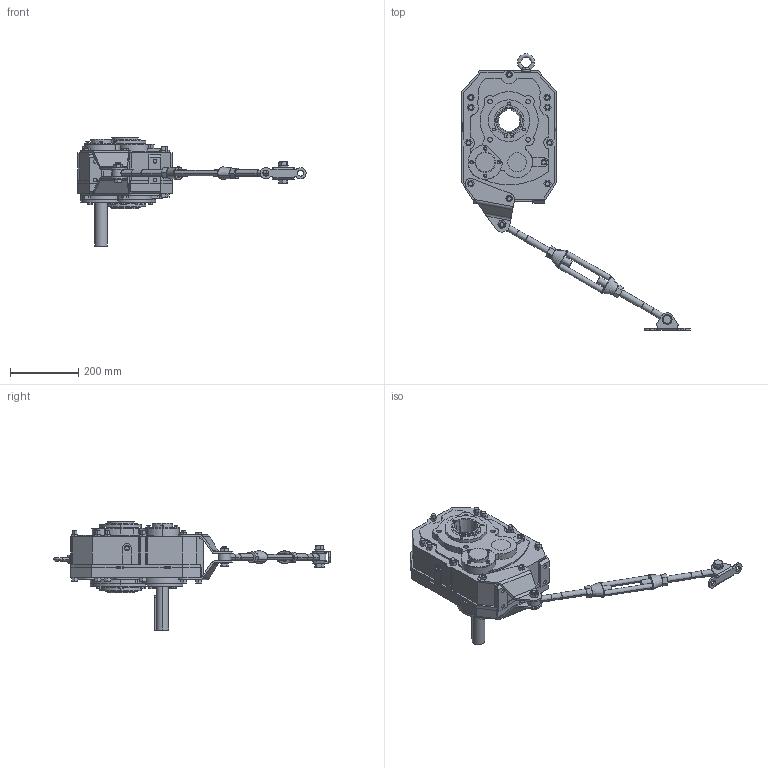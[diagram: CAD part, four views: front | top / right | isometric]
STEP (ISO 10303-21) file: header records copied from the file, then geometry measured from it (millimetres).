
FILE_DESCRIPTION (( 'STEP AP214' ), '1' );
FILE_NAME ('SMR4-15.step', '2016-12-05T17:12:43', ( '' ), ( '' ), 'SwSTEP 2.0', 'SolidWorks 2016', '' );
FILE_SCHEMA (( 'AUTOMOTIVE_DESIGN' ));
Length unit declared in the file: inch
Products named in the file (8): SMR4-TA; SMR4-TA_5; SMR4-TA_4; SMR4-TA_3; SMR4-TA_2; SMR4-TA_1; SMR4-15_REDUCER; SMR4-15
Assembly tree (7 placements, depth 3):
  SMR4-15
    SMR4-15_REDUCER
    SMR4-TA
      SMR4-TA_1
      SMR4-TA_2
      SMR4-TA_3
      SMR4-TA_4
      SMR4-TA_5
Bounding box: 669.03 x 809.52 x 318.55 mm (x, y, z)
Volume: 13978174.2 mm3; surface area: 1234856.4 mm2
Topology: 74 solids, 74 shells, 1270 faces, 3132 edges, 2054 vertices
Faces by surface type: plane 715, cylinder 430, cone 84, bspline 32, torus 9
Entity records: 49033 total; most frequent: CARTESIAN_POINT 12800, DIRECTION 6436, ORIENTED_EDGE 6264, EDGE_CURVE 3132, AXIS2_PLACEMENT_3D 2237, VERTEX_POINT 2054, VECTOR 1962, LINE 1962
